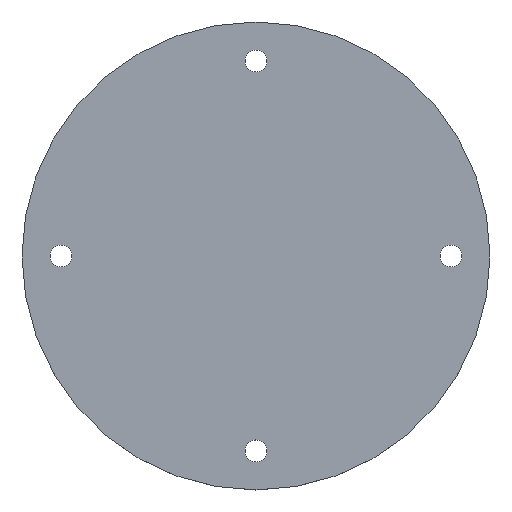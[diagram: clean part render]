
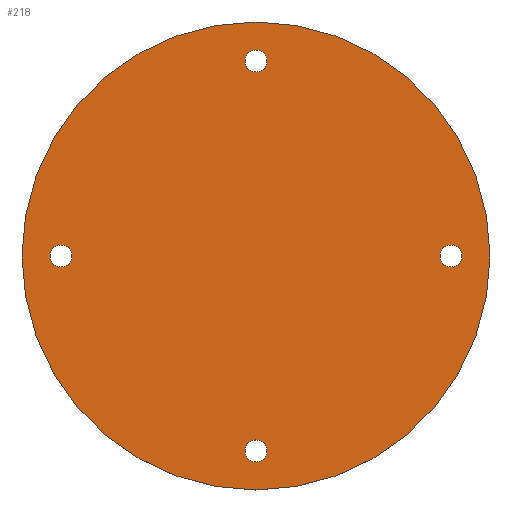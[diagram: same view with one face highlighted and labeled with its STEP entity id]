
A CAD part, top view. The second image highlights one B-rep face of the part: STEP entity #218.
In plain terms, the highlighted planar face has unit normal (0, 0, 1).
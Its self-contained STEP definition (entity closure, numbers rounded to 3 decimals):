
#9 = DIRECTION ( 'NONE',  ( 0., 0., 1. ) ) ;
#14 = EDGE_CURVE ( 'NONE', #527, #64, #560, .T. ) ;
#23 = CARTESIAN_POINT ( 'NONE',  ( 80., 0., 10. ) ) ;
#28 = VERTEX_POINT ( 'NONE', #170 ) ;
#43 = CIRCLE ( 'NONE', #394, 96. ) ;
#49 = DIRECTION ( 'NONE',  ( 0., 0., 1. ) ) ;
#53 = DIRECTION ( 'NONE',  ( 1., 0., 0. ) ) ;
#57 = EDGE_LOOP ( 'NONE', ( #143, #300 ) ) ;
#64 = VERTEX_POINT ( 'NONE', #418 ) ;
#67 = DIRECTION ( 'NONE',  ( 1., 0., 0. ) ) ;
#83 = FACE_BOUND ( 'NONE', #512, .T. ) ;
#84 = AXIS2_PLACEMENT_3D ( 'NONE', #443, #631, #590 ) ;
#97 = CIRCLE ( 'NONE', #127, 4.5 ) ;
#98 = DIRECTION ( 'NONE',  ( 1., 0., 0. ) ) ;
#116 = AXIS2_PLACEMENT_3D ( 'NONE', #595, #49, #53 ) ;
#120 = DIRECTION ( 'NONE',  ( 0., 0., 1. ) ) ;
#124 = DIRECTION ( 'NONE',  ( 1., 0., 0. ) ) ;
#127 = AXIS2_PLACEMENT_3D ( 'NONE', #456, #604, #124 ) ;
#129 = ORIENTED_EDGE ( 'NONE', *, *, #402, .T. ) ;
#139 = CARTESIAN_POINT ( 'NONE',  ( -4.5, -80., 10. ) ) ;
#143 = ORIENTED_EDGE ( 'NONE', *, *, #419, .F. ) ;
#153 = CARTESIAN_POINT ( 'NONE',  ( -4.5, 80., 10. ) ) ;
#164 = CIRCLE ( 'NONE', #541, 96. ) ;
#166 = CARTESIAN_POINT ( 'NONE',  ( 0., 0., 10. ) ) ;
#170 = CARTESIAN_POINT ( 'NONE',  ( 4.5, 80., 10. ) ) ;
#185 = DIRECTION ( 'NONE',  ( 1., 0., 0. ) ) ;
#203 = CIRCLE ( 'NONE', #284, 4.5 ) ;
#211 = DIRECTION ( 'NONE',  ( 1., 0., 0. ) ) ;
#212 = ORIENTED_EDGE ( 'NONE', *, *, #559, .F. ) ;
#214 = CIRCLE ( 'NONE', #285, 4.5 ) ;
#216 = DIRECTION ( 'NONE',  ( 0., 0., 1. ) ) ;
#218 = ADVANCED_FACE ( 'NONE', ( #413, #612, #323, #83, #271 ), #351, .T. ) ;
#225 = ORIENTED_EDGE ( 'NONE', *, *, #14, .F. ) ;
#234 = VERTEX_POINT ( 'NONE', #489 ) ;
#238 = CARTESIAN_POINT ( 'NONE',  ( -96., 0., 10. ) ) ;
#239 = EDGE_CURVE ( 'NONE', #358, #337, #164, .T. ) ;
#242 = CARTESIAN_POINT ( 'NONE',  ( 0., 80., 10. ) ) ;
#248 = EDGE_CURVE ( 'NONE', #440, #276, #357, .T. ) ;
#253 = VERTEX_POINT ( 'NONE', #153 ) ;
#260 = CIRCLE ( 'NONE', #116, 4.5 ) ;
#271 = FACE_OUTER_BOUND ( 'NONE', #531, .T. ) ;
#272 = AXIS2_PLACEMENT_3D ( 'NONE', #23, #216, #407 ) ;
#276 = VERTEX_POINT ( 'NONE', #544 ) ;
#278 = AXIS2_PLACEMENT_3D ( 'NONE', #420, #519, #185 ) ;
#284 = AXIS2_PLACEMENT_3D ( 'NONE', #493, #538, #536 ) ;
#285 = AXIS2_PLACEMENT_3D ( 'NONE', #314, #120, #67 ) ;
#291 = CARTESIAN_POINT ( 'NONE',  ( 0., 0., 10. ) ) ;
#292 = EDGE_CURVE ( 'NONE', #574, #234, #260, .T. ) ;
#297 = EDGE_CURVE ( 'NONE', #253, #28, #621, .T. ) ;
#300 = ORIENTED_EDGE ( 'NONE', *, *, #292, .F. ) ;
#302 = CARTESIAN_POINT ( 'NONE',  ( 0., 0., 10. ) ) ;
#314 = CARTESIAN_POINT ( 'NONE',  ( 80., 0., 10. ) ) ;
#323 = FACE_BOUND ( 'NONE', #472, .T. ) ;
#325 = EDGE_CURVE ( 'NONE', #276, #440, #203, .T. ) ;
#337 = VERTEX_POINT ( 'NONE', #238 ) ;
#346 = DIRECTION ( 'NONE',  ( 1., 0., 0. ) ) ;
#351 = PLANE ( 'NONE',  #445 ) ;
#357 = CIRCLE ( 'NONE', #84, 4.5 ) ;
#358 = VERTEX_POINT ( 'NONE', #629 ) ;
#362 = CARTESIAN_POINT ( 'NONE',  ( -84.5, 0., 10. ) ) ;
#394 = AXIS2_PLACEMENT_3D ( 'NONE', #166, #452, #211 ) ;
#402 = EDGE_CURVE ( 'NONE', #337, #358, #43, .T. ) ;
#407 = DIRECTION ( 'NONE',  ( 1., 0., 0. ) ) ;
#408 = CIRCLE ( 'NONE', #278, 4.5 ) ;
#409 = ORIENTED_EDGE ( 'NONE', *, *, #414, .F. ) ;
#413 = FACE_BOUND ( 'NONE', #596, .T. ) ;
#414 = EDGE_CURVE ( 'NONE', #64, #527, #214, .T. ) ;
#415 = ORIENTED_EDGE ( 'NONE', *, *, #325, .F. ) ;
#418 = CARTESIAN_POINT ( 'NONE',  ( 84.5, 0., 10. ) ) ;
#419 = EDGE_CURVE ( 'NONE', #234, #574, #97, .T. ) ;
#420 = CARTESIAN_POINT ( 'NONE',  ( 0., 80., 10. ) ) ;
#440 = VERTEX_POINT ( 'NONE', #362 ) ;
#443 = CARTESIAN_POINT ( 'NONE',  ( -80., 0., 10. ) ) ;
#445 = AXIS2_PLACEMENT_3D ( 'NONE', #291, #486, #346 ) ;
#452 = DIRECTION ( 'NONE',  ( 0., 0., 1. ) ) ;
#456 = CARTESIAN_POINT ( 'NONE',  ( 0., -80., 10. ) ) ;
#472 = EDGE_LOOP ( 'NONE', ( #409, #225 ) ) ;
#486 = DIRECTION ( 'NONE',  ( 0., 0., 1. ) ) ;
#489 = CARTESIAN_POINT ( 'NONE',  ( 4.5, -80., 10. ) ) ;
#493 = CARTESIAN_POINT ( 'NONE',  ( -80., 0., 10. ) ) ;
#505 = ORIENTED_EDGE ( 'NONE', *, *, #297, .F. ) ;
#512 = EDGE_LOOP ( 'NONE', ( #212, #505 ) ) ;
#519 = DIRECTION ( 'NONE',  ( 0., 0., 1. ) ) ;
#527 = VERTEX_POINT ( 'NONE', #620 ) ;
#531 = EDGE_LOOP ( 'NONE', ( #129, #562 ) ) ;
#536 = DIRECTION ( 'NONE',  ( 1., 0., 0. ) ) ;
#538 = DIRECTION ( 'NONE',  ( 0., 0., 1. ) ) ;
#540 = DIRECTION ( 'NONE',  ( 1., 0., 0. ) ) ;
#541 = AXIS2_PLACEMENT_3D ( 'NONE', #302, #9, #540 ) ;
#544 = CARTESIAN_POINT ( 'NONE',  ( -75.5, 0., 10. ) ) ;
#559 = EDGE_CURVE ( 'NONE', #28, #253, #408, .T. ) ;
#560 = CIRCLE ( 'NONE', #272, 4.5 ) ;
#562 = ORIENTED_EDGE ( 'NONE', *, *, #239, .T. ) ;
#574 = VERTEX_POINT ( 'NONE', #139 ) ;
#583 = AXIS2_PLACEMENT_3D ( 'NONE', #242, #588, #98 ) ;
#588 = DIRECTION ( 'NONE',  ( 0., 0., 1. ) ) ;
#590 = DIRECTION ( 'NONE',  ( 1., 0., 0. ) ) ;
#595 = CARTESIAN_POINT ( 'NONE',  ( 0., -80., 10. ) ) ;
#596 = EDGE_LOOP ( 'NONE', ( #415, #609 ) ) ;
#604 = DIRECTION ( 'NONE',  ( 0., 0., 1. ) ) ;
#609 = ORIENTED_EDGE ( 'NONE', *, *, #248, .F. ) ;
#612 = FACE_BOUND ( 'NONE', #57, .T. ) ;
#620 = CARTESIAN_POINT ( 'NONE',  ( 75.5, 0., 10. ) ) ;
#621 = CIRCLE ( 'NONE', #583, 4.5 ) ;
#629 = CARTESIAN_POINT ( 'NONE',  ( 96., 0., 10. ) ) ;
#631 = DIRECTION ( 'NONE',  ( 0., 0., 1. ) ) ;
